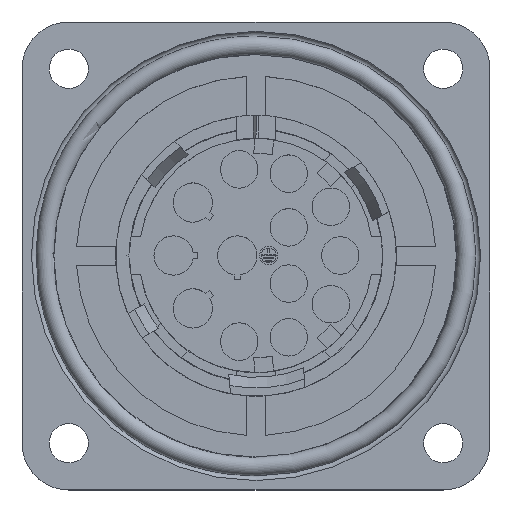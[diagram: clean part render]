
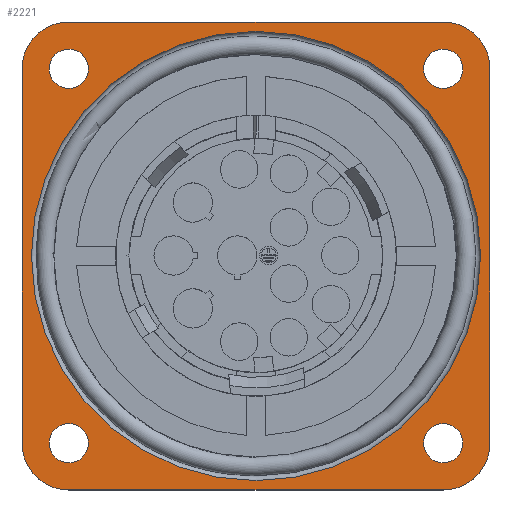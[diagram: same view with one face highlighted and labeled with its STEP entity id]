
A CAD part, top view. The second image highlights one B-rep face of the part: STEP entity #2221.
In plain terms, the highlighted planar face has unit normal (0, 0, 1).
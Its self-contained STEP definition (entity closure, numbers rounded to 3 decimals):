
#758=LINE('',#12157,#1510);
#763=LINE('',#12172,#1515);
#767=LINE('',#12184,#1519);
#771=LINE('',#12196,#1523);
#1510=VECTOR('',#9550,1.);
#1515=VECTOR('',#9563,1.);
#1519=VECTOR('',#9575,1.);
#1523=VECTOR('',#9587,1.);
#2221=ADVANCED_FACE('',(#2958,#2959,#2960,#2961,#2962,#2963),#2660,.T.);
#2660=PLANE('',#8517);
#2958=FACE_BOUND('',#3160,.T.);
#2959=FACE_BOUND('',#3161,.T.);
#2960=FACE_BOUND('',#3162,.T.);
#2961=FACE_BOUND('',#3163,.T.);
#2962=FACE_BOUND('',#3164,.T.);
#2963=FACE_BOUND('',#3165,.T.);
#3160=EDGE_LOOP('',(#3925));
#3161=EDGE_LOOP('',(#3926));
#3162=EDGE_LOOP('',(#3927));
#3163=EDGE_LOOP('',(#3928));
#3164=EDGE_LOOP('',(#3929));
#3165=EDGE_LOOP('',(#3930,#3931,#3932,#3933,#3934,#3935,#3936,#3937));
#3925=ORIENTED_EDGE('',*,*,#6995,.F.);
#3926=ORIENTED_EDGE('',*,*,#6997,.T.);
#3927=ORIENTED_EDGE('',*,*,#6999,.T.);
#3928=ORIENTED_EDGE('',*,*,#7001,.T.);
#3929=ORIENTED_EDGE('',*,*,#7003,.T.);
#3930=ORIENTED_EDGE('',*,*,#7023,.T.);
#3931=ORIENTED_EDGE('',*,*,#7026,.T.);
#3932=ORIENTED_EDGE('',*,*,#7004,.T.);
#3933=ORIENTED_EDGE('',*,*,#7008,.T.);
#3934=ORIENTED_EDGE('',*,*,#7011,.T.);
#3935=ORIENTED_EDGE('',*,*,#7014,.T.);
#3936=ORIENTED_EDGE('',*,*,#7017,.T.);
#3937=ORIENTED_EDGE('',*,*,#7020,.T.);
#6142=VERTEX_POINT('',#12135);
#6144=VERTEX_POINT('',#12140);
#6146=VERTEX_POINT('',#12145);
#6148=VERTEX_POINT('',#12150);
#6150=VERTEX_POINT('',#12155);
#6151=VERTEX_POINT('',#12158);
#6152=VERTEX_POINT('',#12159);
#6155=VERTEX_POINT('',#12167);
#6157=VERTEX_POINT('',#12173);
#6159=VERTEX_POINT('',#12179);
#6161=VERTEX_POINT('',#12185);
#6163=VERTEX_POINT('',#12191);
#6165=VERTEX_POINT('',#12197);
#6995=EDGE_CURVE('',#6142,#6142,#8063,.T.);
#6997=EDGE_CURVE('',#6144,#6144,#8065,.T.);
#6999=EDGE_CURVE('',#6146,#6146,#8067,.T.);
#7001=EDGE_CURVE('',#6148,#6148,#8069,.T.);
#7003=EDGE_CURVE('',#6150,#6150,#8071,.T.);
#7004=EDGE_CURVE('',#6151,#6152,#758,.T.);
#7008=EDGE_CURVE('',#6152,#6155,#8072,.T.);
#7011=EDGE_CURVE('',#6155,#6157,#763,.T.);
#7014=EDGE_CURVE('',#6157,#6159,#8074,.T.);
#7017=EDGE_CURVE('',#6159,#6161,#767,.T.);
#7020=EDGE_CURVE('',#6161,#6163,#8076,.T.);
#7023=EDGE_CURVE('',#6163,#6165,#771,.T.);
#7026=EDGE_CURVE('',#6165,#6151,#8078,.T.);
#8063=CIRCLE('',#8489,24.);
#8065=CIRCLE('',#8492,2.1);
#8067=CIRCLE('',#8495,2.1);
#8069=CIRCLE('',#8498,2.1);
#8071=CIRCLE('',#8501,2.1);
#8072=CIRCLE('',#8504,5.);
#8074=CIRCLE('',#8508,5.);
#8076=CIRCLE('',#8512,5.);
#8078=CIRCLE('',#8516,5.);
#8489=AXIS2_PLACEMENT_3D('',#12134,#9522,#9523);
#8492=AXIS2_PLACEMENT_3D('',#12139,#9528,#9529);
#8495=AXIS2_PLACEMENT_3D('',#12144,#9534,#9535);
#8498=AXIS2_PLACEMENT_3D('',#12149,#9540,#9541);
#8501=AXIS2_PLACEMENT_3D('',#12154,#9546,#9547);
#8504=AXIS2_PLACEMENT_3D('',#12166,#9556,#9557);
#8508=AXIS2_PLACEMENT_3D('',#12178,#9568,#9569);
#8512=AXIS2_PLACEMENT_3D('',#12190,#9580,#9581);
#8516=AXIS2_PLACEMENT_3D('',#12202,#9592,#9593);
#8517=AXIS2_PLACEMENT_3D('',#12203,#9594,#9595);
#9522=DIRECTION('',(0.,0.,1.));
#9523=DIRECTION('',(0.,1.,0.));
#9528=DIRECTION('',(0.,0.,-1.));
#9529=DIRECTION('',(1.,0.,0.));
#9534=DIRECTION('',(0.,0.,-1.));
#9535=DIRECTION('',(1.,0.,0.));
#9540=DIRECTION('',(0.,0.,-1.));
#9541=DIRECTION('',(1.,0.,0.));
#9546=DIRECTION('',(0.,0.,-1.));
#9547=DIRECTION('',(1.,0.,0.));
#9550=DIRECTION('',(1.,0.,0.));
#9556=DIRECTION('',(0.,0.,1.));
#9557=DIRECTION('',(0.,-1.,0.));
#9563=DIRECTION('',(0.,1.,0.));
#9568=DIRECTION('',(0.,0.,1.));
#9569=DIRECTION('',(1.,0.,0.));
#9575=DIRECTION('',(-1.,0.,0.));
#9580=DIRECTION('',(0.,0.,1.));
#9581=DIRECTION('',(0.,1.,0.));
#9587=DIRECTION('',(0.,-1.,0.));
#9592=DIRECTION('',(0.,0.,1.));
#9593=DIRECTION('',(-1.,0.,0.));
#9594=DIRECTION('',(0.,0.,1.));
#9595=DIRECTION('',(1.,0.,0.));
#12134=CARTESIAN_POINT('',(0.,0.,17.5));
#12135=CARTESIAN_POINT('',(0.,24.,17.5));
#12139=CARTESIAN_POINT('',(-20.,-20.,17.5));
#12140=CARTESIAN_POINT('',(-17.9,-20.,17.5));
#12144=CARTESIAN_POINT('',(20.,-20.,17.5));
#12145=CARTESIAN_POINT('',(22.1,-20.,17.5));
#12149=CARTESIAN_POINT('',(20.,20.,17.5));
#12150=CARTESIAN_POINT('',(22.1,20.,17.5));
#12154=CARTESIAN_POINT('',(-20.,20.,17.5));
#12155=CARTESIAN_POINT('',(-17.9,20.,17.5));
#12157=CARTESIAN_POINT('',(-20.,-25.,17.5));
#12158=CARTESIAN_POINT('',(-20.,-25.,17.5));
#12159=CARTESIAN_POINT('',(20.,-25.,17.5));
#12166=CARTESIAN_POINT('',(20.,-20.,17.5));
#12167=CARTESIAN_POINT('',(25.,-20.,17.5));
#12172=CARTESIAN_POINT('',(25.,-20.,17.5));
#12173=CARTESIAN_POINT('',(25.,20.,17.5));
#12178=CARTESIAN_POINT('',(20.,20.,17.5));
#12179=CARTESIAN_POINT('',(20.,25.,17.5));
#12184=CARTESIAN_POINT('',(20.,25.,17.5));
#12185=CARTESIAN_POINT('',(-20.,25.,17.5));
#12190=CARTESIAN_POINT('',(-20.,20.,17.5));
#12191=CARTESIAN_POINT('',(-25.,20.,17.5));
#12196=CARTESIAN_POINT('',(-25.,20.,17.5));
#12197=CARTESIAN_POINT('',(-25.,-20.,17.5));
#12202=CARTESIAN_POINT('',(-20.,-20.,17.5));
#12203=CARTESIAN_POINT('',(-27.6,-27.6,17.5));
